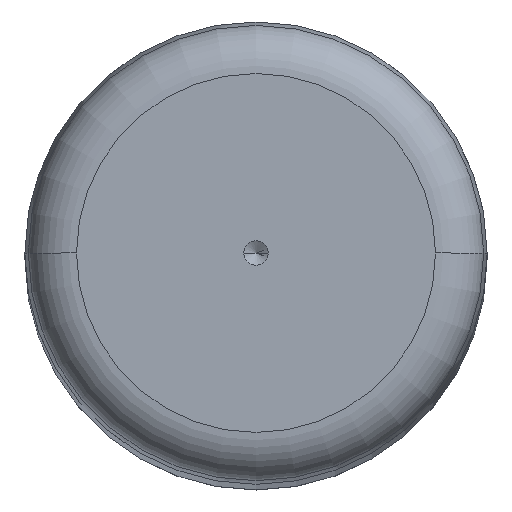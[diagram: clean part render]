
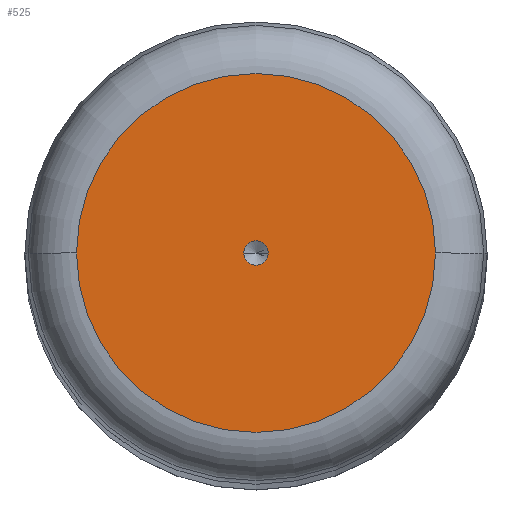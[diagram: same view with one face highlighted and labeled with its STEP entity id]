
A CAD part, top view. The second image highlights one B-rep face of the part: STEP entity #525.
In plain terms, the highlighted planar face has unit normal (0, 0, 1).
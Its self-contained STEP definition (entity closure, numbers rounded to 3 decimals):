
#7 = VERTEX_POINT ( 'NONE', #294 ) ;
#21 = AXIS2_PLACEMENT_3D ( 'NONE', #612, #234, #136 ) ;
#48 = DIRECTION ( 'NONE',  ( 1., 0., 0. ) ) ;
#57 = ORIENTED_EDGE ( 'NONE', *, *, #605, .F. ) ;
#62 = VERTEX_POINT ( 'NONE', #298 ) ;
#74 = FACE_BOUND ( 'NONE', #352, .T. ) ;
#96 = DIRECTION ( 'NONE',  ( 0., 0., 1. ) ) ;
#104 = DIRECTION ( 'NONE',  ( 0., 0., 1. ) ) ;
#113 = CARTESIAN_POINT ( 'NONE',  ( 14.75, 0., 280. ) ) ;
#136 = DIRECTION ( 'NONE',  ( 1., 0., 0. ) ) ;
#140 = DIRECTION ( 'NONE',  ( 0., 0., 1. ) ) ;
#143 = PLANE ( 'NONE',  #211 ) ;
#155 = EDGE_CURVE ( 'NONE', #229, #7, #655, .T. ) ;
#189 = DIRECTION ( 'NONE',  ( 1., 0., 0. ) ) ;
#206 = CARTESIAN_POINT ( 'NONE',  ( 0., 0., 280. ) ) ;
#209 = CIRCLE ( 'NONE', #527, 1. ) ;
#211 = AXIS2_PLACEMENT_3D ( 'NONE', #522, #140, #48 ) ;
#229 = VERTEX_POINT ( 'NONE', #113 ) ;
#234 = DIRECTION ( 'NONE',  ( 0., 0., 1. ) ) ;
#258 = EDGE_LOOP ( 'NONE', ( #382, #496 ) ) ;
#262 = CIRCLE ( 'NONE', #264, 1. ) ;
#264 = AXIS2_PLACEMENT_3D ( 'NONE', #206, #104, #580 ) ;
#276 = VERTEX_POINT ( 'NONE', #279 ) ;
#279 = CARTESIAN_POINT ( 'NONE',  ( -1., 0., 280. ) ) ;
#294 = CARTESIAN_POINT ( 'NONE',  ( -14.75, 0., 280. ) ) ;
#298 = CARTESIAN_POINT ( 'NONE',  ( 1., 0., 280. ) ) ;
#308 = DIRECTION ( 'NONE',  ( 0., 0., 1. ) ) ;
#352 = EDGE_LOOP ( 'NONE', ( #521, #57 ) ) ;
#382 = ORIENTED_EDGE ( 'NONE', *, *, #155, .T. ) ;
#440 = EDGE_CURVE ( 'NONE', #7, #229, #618, .T. ) ;
#472 = FACE_OUTER_BOUND ( 'NONE', #258, .T. ) ;
#496 = ORIENTED_EDGE ( 'NONE', *, *, #440, .T. ) ;
#516 = DIRECTION ( 'NONE',  ( 1., 0., 0. ) ) ;
#521 = ORIENTED_EDGE ( 'NONE', *, *, #650, .F. ) ;
#522 = CARTESIAN_POINT ( 'NONE',  ( 0., 0., 280. ) ) ;
#525 = ADVANCED_FACE ( 'NONE', ( #74, #472 ), #143, .T. ) ;
#527 = AXIS2_PLACEMENT_3D ( 'NONE', #615, #96, #516 ) ;
#580 = DIRECTION ( 'NONE',  ( 1., 0., 0. ) ) ;
#605 = EDGE_CURVE ( 'NONE', #276, #62, #209, .T. ) ;
#612 = CARTESIAN_POINT ( 'NONE',  ( 0., 0., 280. ) ) ;
#615 = CARTESIAN_POINT ( 'NONE',  ( 0., 0., 280. ) ) ;
#618 = CIRCLE ( 'NONE', #21, 14.75 ) ;
#625 = CARTESIAN_POINT ( 'NONE',  ( 0., 0., 280. ) ) ;
#650 = EDGE_CURVE ( 'NONE', #62, #276, #262, .T. ) ;
#655 = CIRCLE ( 'NONE', #674, 14.75 ) ;
#674 = AXIS2_PLACEMENT_3D ( 'NONE', #625, #308, #189 ) ;
